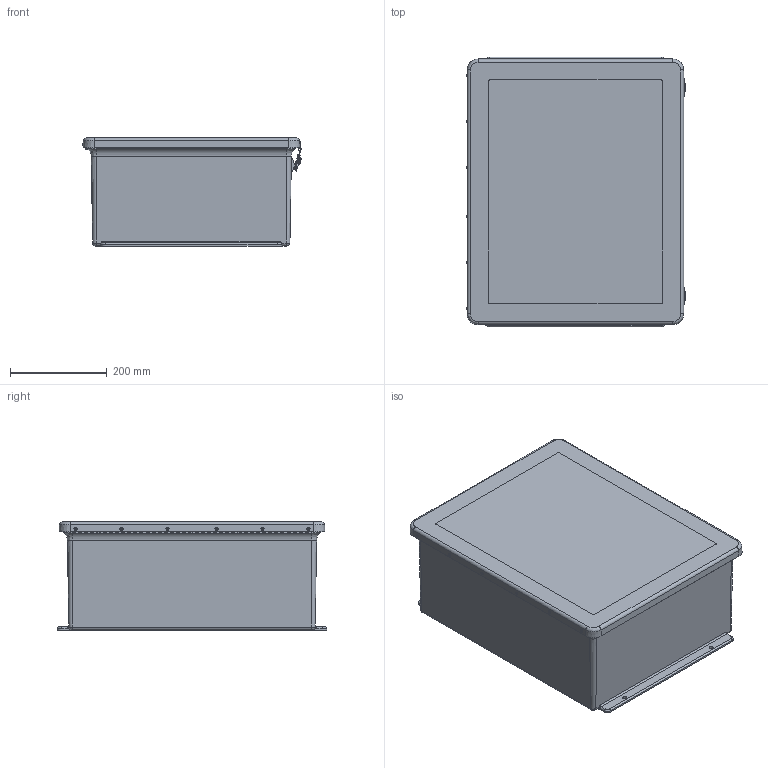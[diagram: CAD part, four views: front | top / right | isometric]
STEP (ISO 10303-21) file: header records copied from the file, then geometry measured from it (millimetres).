
FILE_DESCRIPTION (( 'STEP AP214' ), '1' );
FILE_NAME ('MW2016HLL.STEP', '2018-11-07T12:38:55', ( '' ), ( '' ), 'SwSTEP 2.0', 'SolidWorks 2018', '' );
FILE_SCHEMA (( 'AUTOMOTIVE_DESIGN' ));
Length unit declared in the file: inch
Products named in the file (1): MW2016HLL
Bounding box: 453 x 558.8 x 223.88 mm (x, y, z)
Volume: 4936859 mm3; surface area: 1964787.1 mm2
Topology: 65 solids, 65 shells, 1452 faces, 3645 edges, 2375 vertices
Faces by surface type: plane 688, cylinder 567, bspline 122, cone 65, torus 10
Full cylindrical faces by diameter (mm): 2.159 x79, 2.4 x2, 2.7 x4, 3 x2, 3.175 x30, 3.25 x2, 3.302 x8, 3.327 x12, 3.5 x2, 3.556 x20, 3.861 x5, 3.962 x7, 4.2 x4, 4.609 x2, 4.618 x2, 4.7 x2, 4.9 x2, 5 x4, 5.3 x2, 5.537 x4, 6.35 x30, 6.858 x4, 13.3 x2, 13.5 x2
Entity records: 73088 total; most frequent: CARTESIAN_POINT 19566, DIRECTION 6836, ORIENTED_EDGE 6596, EDGE_CURVE 3298, AXIS2_PLACEMENT_3D 2517, VERTEX_POINT 2322, EDGE_LOOP 2094, LINE 1802
